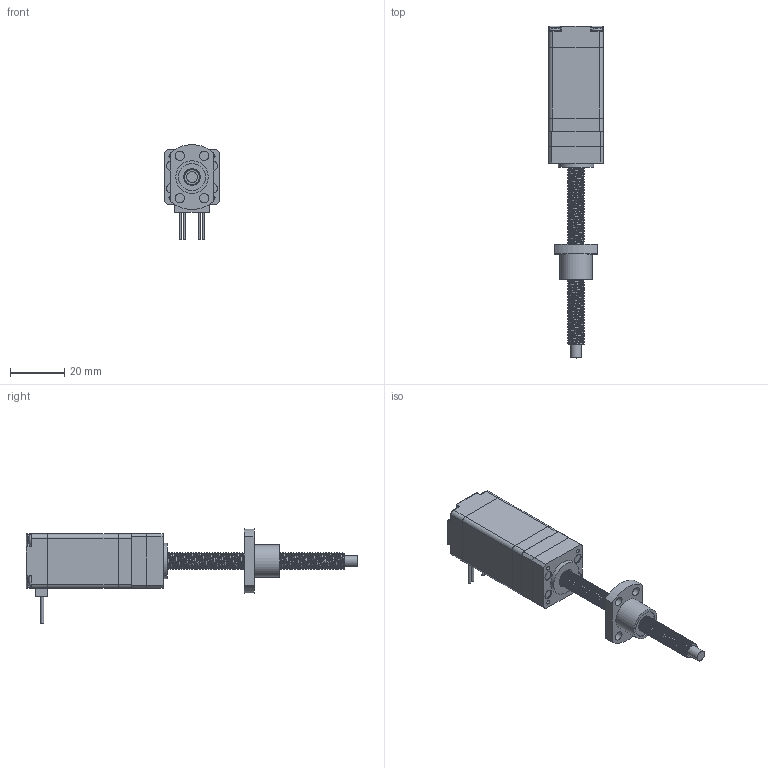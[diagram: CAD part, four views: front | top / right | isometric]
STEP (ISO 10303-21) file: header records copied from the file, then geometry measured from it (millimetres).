
FILE_DESCRIPTION( ( '' ), '1' );
FILE_NAME( 'MS214-05AB-LSH0601.stp', '2015-11-10T01:17:34', ( 'Dimamotor' ), ( 'Dimamotor' ), 'PSStep 17.0.49', ' ', ' ' );
FILE_SCHEMA( ( 'AUTOMOTIVE_DESIGN { 1 0 10303 214 1 1 1 1 }' ) );
Length unit declared in the file: millimetre
Products named in the file (11): 步進MS21_單軸下蓋(四線式); Screw_ANSI_B18.6.3_09F_UNC_No2x7I16_v12.00; MS214-05AB-LSH馬達; 步進MS214_定子; 步進MS21_直線上蓋; MS214-LSH-組件一; MS214-LSH-組件二; PRA-0601-00(67L); Assem1; NUT_MS225-09A-LSH0601_VerA
Assembly tree (13 placements, depth 4):
  Assem1
    NUT_MS225-09A-LSH0601_VerA
    MS214-05AB-LSH馬達
      步進MS214_定子
      步進MS21_直線上蓋
      MS214-LSH-組件一
      MS214-LSH-組件二
      PRA-0601-00(67L)
      步進MS21_單軸下蓋(四線式)
        Screw_ANSI_B18.6.3_09F_UNC_No2x7I16_v12.00  x4
        步進MS21_單軸下蓋(四線式)
Bounding box: 20.1 x 122.6 x 34.96 mm (x, y, z)
Volume: 22967.3 mm3; surface area: 12992.1 mm2
Topology: 11 solids, 11 shells, 281 faces, 681 edges, 448 vertices
Faces by surface type: plane 142, cylinder 108, cone 20, sphere 4, torus 4, bspline 3
Full cylindrical faces by diameter (mm): 1 x4, 1.6 x12, 2.184 x8, 2.2 x4, 3.4 x4, 3.5 x4, 4 x3, 4.917 x1, 6 x5, 7 x1, 8 x2, 10 x1, 12 x1, 13 x1, 16 x1, 17 x1
Entity records: 26569 total; most frequent: CARTESIAN_POINT 20169, DIRECTION 1024, ORIENTED_EDGE 822, AXIS2_PLACEMENT_3D 414, EDGE_CURVE 411, EDGE_LOOP 316, VERTEX_POINT 303, FACE_OUTER_BOUND 249
